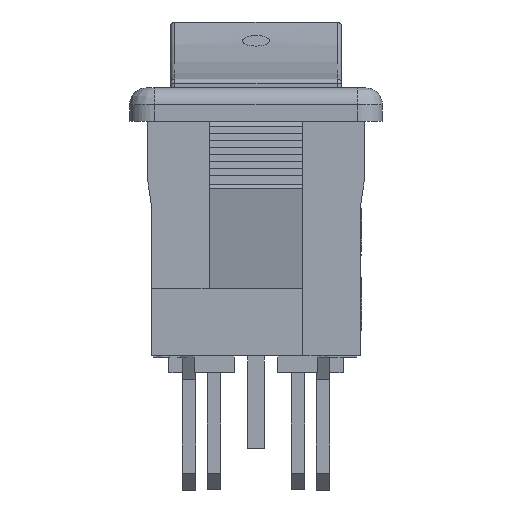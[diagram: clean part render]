
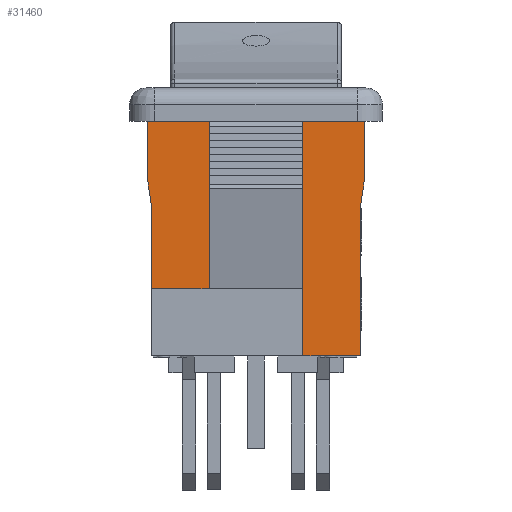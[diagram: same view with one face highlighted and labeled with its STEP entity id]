
A CAD part, left-side view. The second image highlights one B-rep face of the part: STEP entity #31460.
In plain terms, the highlighted planar face has unit normal (-1, 0, 0).
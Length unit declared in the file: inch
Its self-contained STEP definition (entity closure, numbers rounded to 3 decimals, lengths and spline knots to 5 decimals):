
#20969=CARTESIAN_POINT('',(-0.3435,-0.24606,0.35433));
#20970=VERTEX_POINT('',#20969);
#20977=CARTESIAN_POINT('',(-0.3435,-0.24606,0.0));
#20978=VERTEX_POINT('',#20977);
#20979=CARTESIAN_POINT('',(-0.3435,-0.24606,0.0));
#20980=DIRECTION('',(0.0,0.0,1.0));
#20981=VECTOR('',#20980,0.35433);
#20982=LINE('',#20979,#20981);
#20983=EDGE_CURVE('',#20978,#20970,#20982,.T.);
#25657=CARTESIAN_POINT('',(-0.3435,-0.11024,0.0));
#25658=VERTEX_POINT('',#25657);
#25659=CARTESIAN_POINT('',(-0.3435,-0.11024,0.0));
#25660=DIRECTION('',(0.0,-1.0,0.0));
#25661=VECTOR('',#25660,0.13583);
#25662=LINE('',#25659,#25661);
#25663=EDGE_CURVE('',#25658,#20978,#25662,.T.);
#28276=CARTESIAN_POINT('',(-0.3435,0.11024,0.55118));
#28277=VERTEX_POINT('',#28276);
#28286=CARTESIAN_POINT('',(-0.3435,-0.11024,0.55118));
#28287=VERTEX_POINT('',#28286);
#28288=CARTESIAN_POINT('',(-0.3435,0.11024,0.55118));
#28289=DIRECTION('',(0.0,-1.0,0.0));
#28290=VECTOR('',#28289,0.22047);
#28291=LINE('',#28288,#28290);
#28292=EDGE_CURVE('',#28277,#28287,#28291,.T.);
#28316=CARTESIAN_POINT('',(-0.3435,0.11024,0.15748));
#28317=VERTEX_POINT('',#28316);
#28325=CARTESIAN_POINT('',(-0.3435,-0.11024,0.15748));
#28326=VERTEX_POINT('',#28325);
#28333=CARTESIAN_POINT('',(-0.3435,0.11024,0.15748));
#28334=DIRECTION('',(0.0,-1.0,0.0));
#28335=VECTOR('',#28334,0.22047);
#28336=LINE('',#28333,#28335);
#28337=EDGE_CURVE('',#28317,#28326,#28336,.T.);
#28420=CARTESIAN_POINT('',(-0.3435,0.24606,0.15748));
#28421=VERTEX_POINT('',#28420);
#28422=CARTESIAN_POINT('',(-0.3435,0.24606,0.15748));
#28423=DIRECTION('',(0.0,-1.0,0.0));
#28424=VECTOR('',#28423,0.13583);
#28425=LINE('',#28422,#28424);
#28426=EDGE_CURVE('',#28421,#28317,#28425,.T.);
#28457=CARTESIAN_POINT('',(-0.3435,-0.11024,0.15748));
#28458=DIRECTION('',(0.0,0.0,-1.0));
#28459=VECTOR('',#28458,0.15748);
#28460=LINE('',#28457,#28459);
#28461=EDGE_CURVE('',#28326,#25658,#28460,.T.);
#29399=CARTESIAN_POINT('',(-0.3435,0.25591,0.4233));
#29400=VERTEX_POINT('',#29399);
#29407=CARTESIAN_POINT('',(-0.3435,0.25591,0.55118));
#29408=VERTEX_POINT('',#29407);
#29409=CARTESIAN_POINT('',(-0.3435,0.25591,0.55118));
#29410=DIRECTION('',(0.0,0.0,-1.0));
#29411=VECTOR('',#29410,0.12788);
#29412=LINE('',#29409,#29411);
#29413=EDGE_CURVE('',#29408,#29400,#29412,.T.);
#29437=CARTESIAN_POINT('',(-0.3435,0.24606,0.35433));
#29438=VERTEX_POINT('',#29437);
#29445=CARTESIAN_POINT('',(-0.3435,0.25591,0.4233));
#29446=DIRECTION('',(0.0,-0.141,-0.99));
#29447=VECTOR('',#29446,0.06967);
#29448=LINE('',#29445,#29447);
#29449=EDGE_CURVE('',#29400,#29438,#29448,.T.);
#29529=CARTESIAN_POINT('',(-0.3435,0.24606,0.15748));
#29530=DIRECTION('',(0.0,0.0,1.0));
#29531=VECTOR('',#29530,0.19685);
#29532=LINE('',#29529,#29531);
#29533=EDGE_CURVE('',#28421,#29438,#29532,.T.);
#29614=CARTESIAN_POINT('',(-0.3435,-0.25591,0.55118));
#29615=VERTEX_POINT('',#29614);
#29616=CARTESIAN_POINT('',(-0.3435,-0.11024,0.55118));
#29617=DIRECTION('',(0.0,-1.0,0.0));
#29618=VECTOR('',#29617,0.14567);
#29619=LINE('',#29616,#29618);
#29620=EDGE_CURVE('',#28287,#29615,#29619,.T.);
#29675=CARTESIAN_POINT('',(-0.3435,0.25591,0.55118));
#29676=DIRECTION('',(0.0,-1.0,0.0));
#29677=VECTOR('',#29676,0.14567);
#29678=LINE('',#29675,#29677);
#29679=EDGE_CURVE('',#29408,#28277,#29678,.T.);
#29700=CARTESIAN_POINT('',(-0.3435,-0.25591,0.4233));
#29701=VERTEX_POINT('',#29700);
#29702=CARTESIAN_POINT('',(-0.3435,-0.25591,0.55118));
#29703=DIRECTION('',(0.0,0.0,-1.0));
#29704=VECTOR('',#29703,0.12788);
#29705=LINE('',#29702,#29704);
#29706=EDGE_CURVE('',#29615,#29701,#29705,.T.);
#29729=CARTESIAN_POINT('',(-0.3435,-0.25591,0.4233));
#29730=DIRECTION('',(0.0,0.141,-0.99));
#29731=VECTOR('',#29730,0.06967);
#29732=LINE('',#29729,#29731);
#29733=EDGE_CURVE('',#29701,#20970,#29732,.T.);
#31440=CARTESIAN_POINT('',(-0.3435,-0.2815,-0.02756));
#31441=DIRECTION('',(-1.0,0.0,0.0));
#31442=DIRECTION('',(0.0,0.0,1.0));
#31443=AXIS2_PLACEMENT_3D('',#31440,#31441,#31442);
#31444=PLANE('',#31443);
#31445=ORIENTED_EDGE('',*,*,#28461,.T.);
#31446=ORIENTED_EDGE('',*,*,#25663,.T.);
#31447=ORIENTED_EDGE('',*,*,#20983,.T.);
#31448=ORIENTED_EDGE('',*,*,#29733,.F.);
#31449=ORIENTED_EDGE('',*,*,#29706,.F.);
#31450=ORIENTED_EDGE('',*,*,#29620,.F.);
#31451=ORIENTED_EDGE('',*,*,#28292,.F.);
#31452=ORIENTED_EDGE('',*,*,#29679,.F.);
#31453=ORIENTED_EDGE('',*,*,#29413,.T.);
#31454=ORIENTED_EDGE('',*,*,#29449,.T.);
#31455=ORIENTED_EDGE('',*,*,#29533,.F.);
#31456=ORIENTED_EDGE('',*,*,#28426,.T.);
#31457=ORIENTED_EDGE('',*,*,#28337,.T.);
#31458=EDGE_LOOP('',(#31445,#31446,#31447,#31448,#31449,#31450,#31451,#31452,#31453,#31454,#31455,#31456,#31457));
#31459=FACE_OUTER_BOUND('',#31458,.T.);
#31460=ADVANCED_FACE('',(#31459),#31444,.T.);
